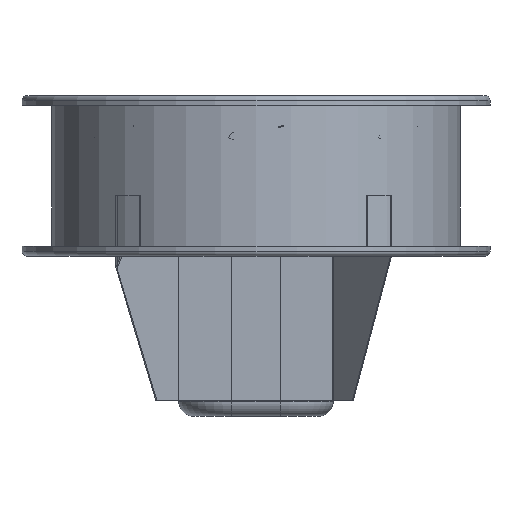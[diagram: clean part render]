
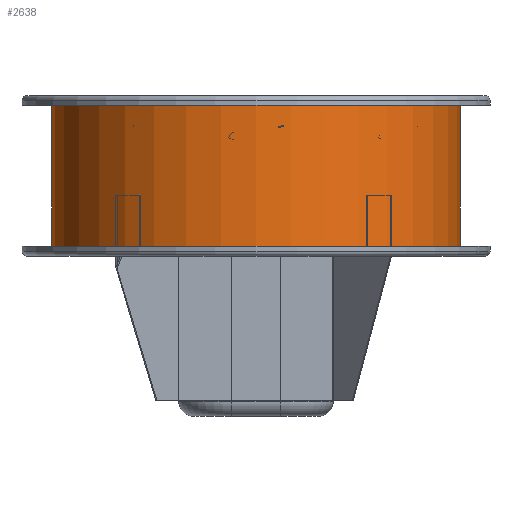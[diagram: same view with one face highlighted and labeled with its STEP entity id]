
A CAD part, front view. The second image highlights one B-rep face of the part: STEP entity #2638.
In plain terms, the highlighted cylindrical face has radius 318.7 mm (diameter 637.4 mm), a full revolution.
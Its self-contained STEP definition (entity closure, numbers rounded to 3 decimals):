
#127 = AXIS2_PLACEMENT_3D ( 'NONE', #278, #1460, #4983 ) ;
#136 = CARTESIAN_POINT ( 'NONE',  ( 0., 0., -186.226 ) ) ;
#278 = CARTESIAN_POINT ( 'NONE',  ( 0., 0., 48.774 ) ) ;
#700 = DIRECTION ( 'NONE',  ( 0., 0., 1. ) ) ;
#1189 = DIRECTION ( 'NONE',  ( 1., 0., 0. ) ) ;
#1460 = DIRECTION ( 'NONE',  ( 0., 0., 1. ) ) ;
#1652 = FACE_OUTER_BOUND ( 'NONE', #5696, .T. ) ;
#1851 = AXIS2_PLACEMENT_3D ( 'NONE', #136, #1894, #3658 ) ;
#1894 = DIRECTION ( 'NONE',  ( 0., 0., 1. ) ) ;
#2124 = CARTESIAN_POINT ( 'NONE',  ( 318.7, 0., -186.226 ) ) ;
#2345 = EDGE_CURVE ( 'NONE', #4412, #4412, #3525, .T. ) ;
#2430 = CIRCLE ( 'NONE', #127, 318.7 ) ;
#2475 = ORIENTED_EDGE ( 'NONE', *, *, #2345, .T. ) ;
#2638 = ADVANCED_FACE ( 'NONE', ( #3376, #1652 ), #5114, .T. ) ;
#3376 = FACE_OUTER_BOUND ( 'NONE', #3407, .T. ) ;
#3407 = EDGE_LOOP ( 'NONE', ( #3468 ) ) ;
#3468 = ORIENTED_EDGE ( 'NONE', *, *, #4335, .F. ) ;
#3525 = CIRCLE ( 'NONE', #1851, 318.7 ) ;
#3624 = VERTEX_POINT ( 'NONE', #4519 ) ;
#3658 = DIRECTION ( 'NONE',  ( 1., 0., 0. ) ) ;
#4335 = EDGE_CURVE ( 'NONE', #3624, #3624, #2430, .T. ) ;
#4412 = VERTEX_POINT ( 'NONE', #2124 ) ;
#4472 = AXIS2_PLACEMENT_3D ( 'NONE', #5147, #700, #1189 ) ;
#4519 = CARTESIAN_POINT ( 'NONE',  ( 318.7, 0., 48.774 ) ) ;
#4983 = DIRECTION ( 'NONE',  ( 1., 0., 0. ) ) ;
#5114 = CYLINDRICAL_SURFACE ( 'NONE', #4472, 318.7 ) ;
#5147 = CARTESIAN_POINT ( 'NONE',  ( 0., 0., 165.741 ) ) ;
#5696 = EDGE_LOOP ( 'NONE', ( #2475 ) ) ;
